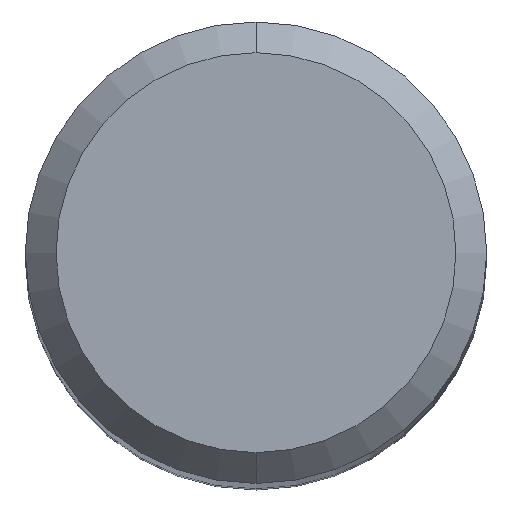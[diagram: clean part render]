
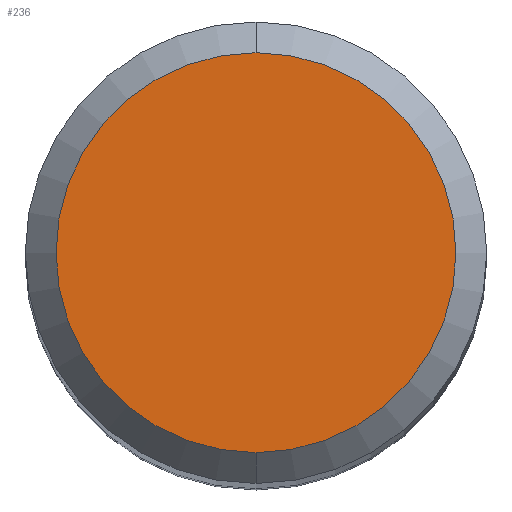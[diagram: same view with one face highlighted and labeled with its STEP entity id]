
A CAD part, top view. The second image highlights one B-rep face of the part: STEP entity #236.
In plain terms, the highlighted planar face has unit normal (0, 0, 1).
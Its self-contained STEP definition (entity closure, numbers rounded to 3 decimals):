
#192=VERTEX_POINT('',#458);
#236=ADVANCED_FACE('',(#508),#509,.T.);
#246=VERTEX_POINT('',#520);
#258=EDGE_CURVE('',#246,#192,#532,.T.);
#372=EDGE_CURVE('',#192,#246,#660,.T.);
#458=CARTESIAN_POINT('',(0.0,2.6,0.0));
#508=FACE_OUTER_BOUND('',#894,.T.);
#509=PLANE('',#895);
#520=CARTESIAN_POINT('',(0.,-2.6,0.0));
#532=CIRCLE('',#946,2.6);
#660=CIRCLE('',#1210,2.6);
#894=EDGE_LOOP('',(#1346,#1347));
#895=AXIS2_PLACEMENT_3D('',#1348,#1349,#1350);
#946=AXIS2_PLACEMENT_3D('',#1370,#1371,#1372);
#1210=AXIS2_PLACEMENT_3D('',#1537,#1538,#1539);
#1346=ORIENTED_EDGE('',*,*,#372,.F.);
#1347=ORIENTED_EDGE('',*,*,#258,.F.);
#1348=CARTESIAN_POINT('',(0.0,1.3,0.0));
#1349=DIRECTION('',(-0.0,0.0,1.0));
#1350=DIRECTION('',(0.0,-1.0,0.0));
#1370=CARTESIAN_POINT('',(0.0,0.0,0.0));
#1371=DIRECTION('',(0.0,0.0,-1.0));
#1372=DIRECTION('',(0.0,1.0,0.0));
#1537=CARTESIAN_POINT('',(0.0,0.0,0.0));
#1538=DIRECTION('',(0.0,0.0,-1.0));
#1539=DIRECTION('',(0.0,1.0,0.0));
